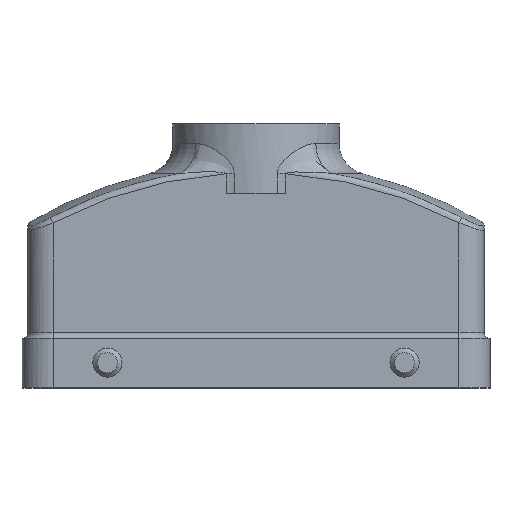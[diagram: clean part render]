
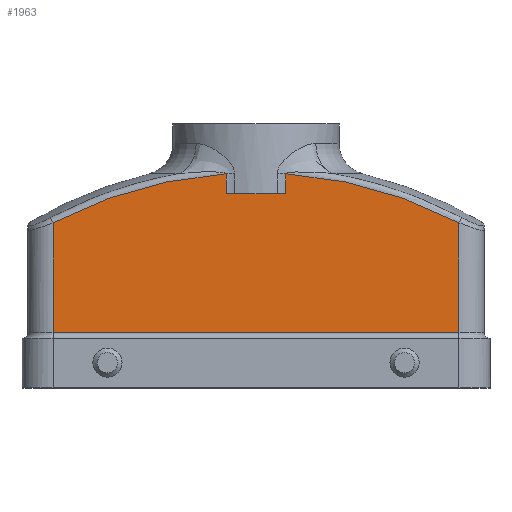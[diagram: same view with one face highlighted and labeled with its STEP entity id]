
A CAD part, top view. The second image highlights one B-rep face of the part: STEP entity #1963.
In plain terms, the highlighted planar face has unit normal (0, 0, 1).
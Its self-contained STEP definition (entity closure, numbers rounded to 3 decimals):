
#5 = FACE_OUTER_BOUND ( 'NONE', #2160, .T. ) ;
#188 = LINE ( 'NONE', #1428, #5936 ) ;
#309 = EDGE_CURVE ( 'NONE', #3685, #3691, #3324, .T. ) ;
#312 = EDGE_CURVE ( 'NONE', #3685, #3688, #4281, .T. ) ;
#722 = EDGE_CURVE ( 'NONE', #3691, #3687, #4351, .T. ) ;
#1428 = CARTESIAN_POINT ( 'NONE',  ( 52.25, 14.229, 20.5 ) ) ;
#1429 = DIRECTION ( 'NONE',  ( 1., 0., 0. ) ) ;
#1548 = CARTESIAN_POINT ( 'NONE',  ( -7.616, 55.149, 20.5 ) ) ;
#1572 = CARTESIAN_POINT ( 'NONE',  ( -52.25, 14.229, 20.5 ) ) ;
#1574 = CARTESIAN_POINT ( 'NONE',  ( 52.25, 42.542, 20.5 ) ) ;
#1575 = CARTESIAN_POINT ( 'NONE',  ( -52.25, 42.542, 20.5 ) ) ;
#1576 = CARTESIAN_POINT ( 'NONE',  ( 7.616, 50., 20.5 ) ) ;
#1577 = CARTESIAN_POINT ( 'NONE',  ( 52.25, 14.229, 20.5 ) ) ;
#1579 = CARTESIAN_POINT ( 'NONE',  ( -7.616, 50., 20.5 ) ) ;
#1580 = CARTESIAN_POINT ( 'NONE',  ( 7.616, 55.149, 20.5 ) ) ;
#1848 = ORIENTED_EDGE ( 'NONE', *, *, #1887, .F. ) ;
#1849 = ORIENTED_EDGE ( 'NONE', *, *, #1886, .T. ) ;
#1850 = ORIENTED_EDGE ( 'NONE', *, *, #1888, .T. ) ;
#1851 = ORIENTED_EDGE ( 'NONE', *, *, #1885, .T. ) ;
#1852 = ORIENTED_EDGE ( 'NONE', *, *, #2029, .T. ) ;
#1853 = ORIENTED_EDGE ( 'NONE', *, *, #312, .F. ) ;
#1854 = ORIENTED_EDGE ( 'NONE', *, *, #309, .T. ) ;
#1855 = ORIENTED_EDGE ( 'NONE', *, *, #722, .T. ) ;
#1885 = EDGE_CURVE ( 'NONE', #3686, #3683, #4361, .T. ) ;
#1886 = EDGE_CURVE ( 'NONE', #3659, #3686, #2429, .T. ) ;
#1887 = EDGE_CURVE ( 'NONE', #3690, #3687, #4362, .T. ) ;
#1888 = EDGE_CURVE ( 'NONE', #3690, #3659, #4363, .T. ) ;
#1963 = ADVANCED_FACE ( 'NONE', ( #5 ), #5474, .F. ) ;
#2029 = EDGE_CURVE ( 'NONE', #3683, #3688, #188, .T. ) ;
#2160 = EDGE_LOOP ( 'NONE', ( #1848, #1850, #1849, #1851, #1852, #1853, #1854, #1855 ) ) ;
#2429 = CIRCLE ( 'NONE', #2431, 112.532 ) ;
#2430 = VECTOR ( 'NONE', #4826, 1000. ) ;
#2431 = AXIS2_PLACEMENT_3D ( 'NONE', #4827, #4828, #4829 ) ;
#2432 = VECTOR ( 'NONE', #4831, 1000. ) ;
#2434 = VECTOR ( 'NONE', #4833, 1000. ) ;
#2657 = CARTESIAN_POINT ( 'NONE',  ( 0., -57.125, 20.5 ) ) ;
#2658 = DIRECTION ( 'NONE',  ( 0., 0., 1. ) ) ;
#2659 = DIRECTION ( 'NONE',  ( -1., 0., 0. ) ) ;
#2660 = CARTESIAN_POINT ( 'NONE',  ( 52.25, 38.5, 20.5 ) ) ;
#2661 = DIRECTION ( 'NONE',  ( 0., -1., 0. ) ) ;
#3324 = CIRCLE ( 'NONE', #3325, 112.532 ) ;
#3325 = AXIS2_PLACEMENT_3D ( 'NONE', #2657, #2658, #2659 ) ;
#3328 = VECTOR ( 'NONE', #2661, 1000. ) ;
#3548 = VECTOR ( 'NONE', #4789, 1000. ) ;
#3659 = VERTEX_POINT ( 'NONE', #1548 ) ;
#3683 = VERTEX_POINT ( 'NONE', #1572 ) ;
#3685 = VERTEX_POINT ( 'NONE', #1574 ) ;
#3686 = VERTEX_POINT ( 'NONE', #1575 ) ;
#3687 = VERTEX_POINT ( 'NONE', #1576 ) ;
#3688 = VERTEX_POINT ( 'NONE', #1577 ) ;
#3690 = VERTEX_POINT ( 'NONE', #1579 ) ;
#3691 = VERTEX_POINT ( 'NONE', #1580 ) ;
#4281 = LINE ( 'NONE', #2660, #3328 ) ;
#4351 = LINE ( 'NONE', #4788, #3548 ) ;
#4361 = LINE ( 'NONE', #4825, #2430 ) ;
#4362 = LINE ( 'NONE', #4830, #2432 ) ;
#4363 = LINE ( 'NONE', #4832, #2434 ) ;
#4788 = CARTESIAN_POINT ( 'NONE',  ( 7.616, 50., 20.5 ) ) ;
#4789 = DIRECTION ( 'NONE',  ( 0., -1., 0. ) ) ;
#4825 = CARTESIAN_POINT ( 'NONE',  ( -52.25, 38.5, 20.5 ) ) ;
#4826 = DIRECTION ( 'NONE',  ( 0., -1., 0. ) ) ;
#4827 = CARTESIAN_POINT ( 'NONE',  ( 0., -57.125, 20.5 ) ) ;
#4828 = DIRECTION ( 'NONE',  ( 0., 0., 1. ) ) ;
#4829 = DIRECTION ( 'NONE',  ( -1., 0., 0. ) ) ;
#4830 = CARTESIAN_POINT ( 'NONE',  ( 52.25, 50., 20.5 ) ) ;
#4831 = DIRECTION ( 'NONE',  ( 1., 0., 0. ) ) ;
#4832 = CARTESIAN_POINT ( 'NONE',  ( -7.616, 55.221, 20.5 ) ) ;
#4833 = DIRECTION ( 'NONE',  ( 0., 1., 0. ) ) ;
#5474 = PLANE ( 'NONE',  #5747 ) ;
#5475 = CARTESIAN_POINT ( 'NONE',  ( 52.25, 38.5, 20.5 ) ) ;
#5476 = DIRECTION ( 'NONE',  ( 0., 0., -1. ) ) ;
#5477 = DIRECTION ( 'NONE',  ( -1., 0., 0. ) ) ;
#5747 = AXIS2_PLACEMENT_3D ( 'NONE', #5475, #5476, #5477 ) ;
#5936 = VECTOR ( 'NONE', #1429, 1000. ) ;
